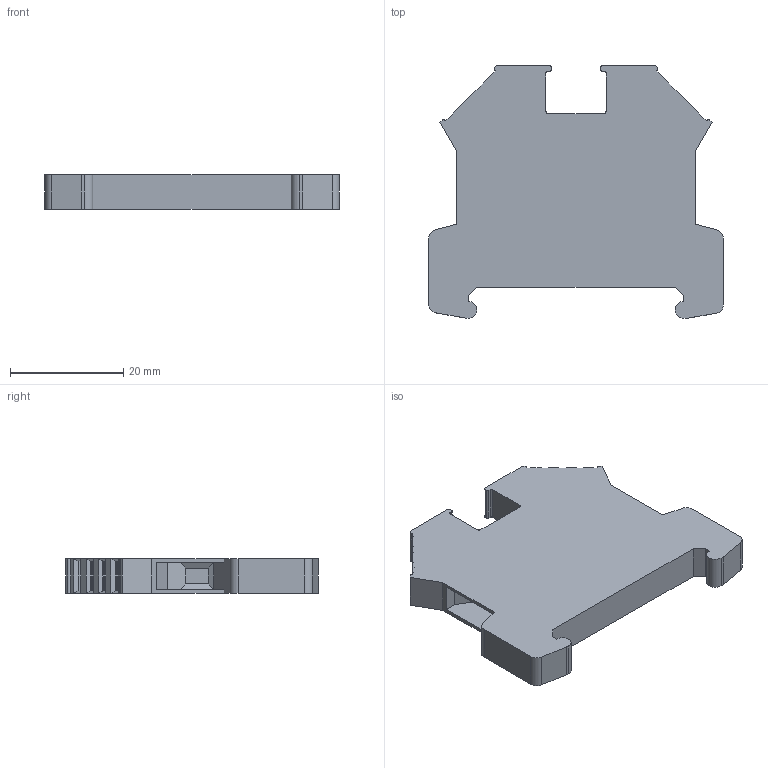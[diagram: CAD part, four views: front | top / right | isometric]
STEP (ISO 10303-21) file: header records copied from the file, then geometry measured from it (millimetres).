
FILE_DESCRIPTION(('FreeCAD Model'),'2;1');
FILE_NAME('1056_SL_2,5_35.stp','2018-09-01T11:51:14',('Author'),(''), 'Open CASCADE STEP processor 7.2','FreeCAD','Unknown');
FILE_SCHEMA(('AUTOMOTIVE_DESIGN { 1 0 10303 214 1 1 1 1 }'));
Length unit declared in the file: millimetre
Products named in the file (1): 1056_SL_2,5_35
Bounding box: 52 x 44.6 x 6 mm (x, y, z)
Volume: 9315.9 mm3; surface area: 5418.6 mm2
Topology: 1 solids, 3 shells, 267 faces, 729 edges, 471 vertices
Faces by surface type: plane 216, cylinder 49, cone 2
Full cylindrical faces by diameter (mm): 4.2 x3
Entity records: 17960 total; most frequent: CARTESIAN_POINT 3249, DIRECTION 2774, LINE 1964, VECTOR 1964, ORIENTED_EDGE 1458, PCURVE 1458, DEFINITIONAL_REPRESENTATION 1458, EDGE_CURVE 729
